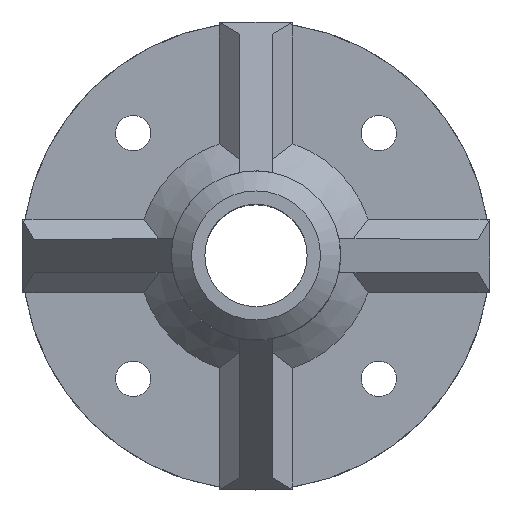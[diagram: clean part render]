
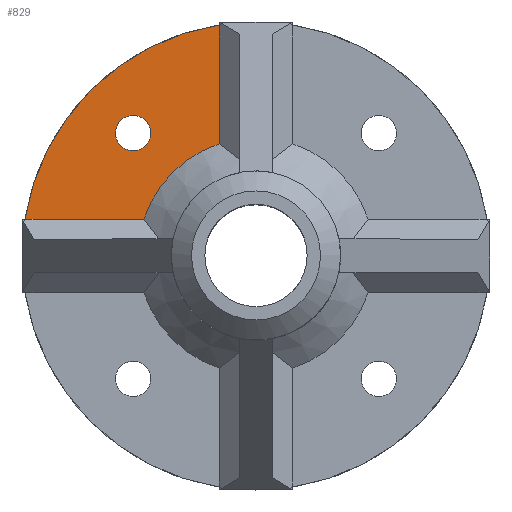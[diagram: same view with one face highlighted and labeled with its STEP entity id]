
A CAD part, top view. The second image highlights one B-rep face of the part: STEP entity #829.
In plain terms, the highlighted planar face has unit normal (0, 0, 1).
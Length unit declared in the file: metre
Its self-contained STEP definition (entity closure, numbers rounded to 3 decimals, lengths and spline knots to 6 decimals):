
#17=PLANE('',#903);
#63=LINE('',#1352,#119);
#64=LINE('',#1356,#120);
#119=VECTOR('',#1019,1.);
#120=VECTOR('',#1022,1.);
#174=CIRCLE('',#904,0.00265);
#175=CIRCLE('',#905,0.035);
#176=CIRCLE('',#906,0.01765);
#227=ORIENTED_EDGE('',*,*,#461,.F.);
#228=ORIENTED_EDGE('',*,*,#462,.T.);
#229=ORIENTED_EDGE('',*,*,#463,.T.);
#230=ORIENTED_EDGE('',*,*,#464,.T.);
#231=ORIENTED_EDGE('',*,*,#465,.T.);
#461=EDGE_CURVE('',#578,#578,#174,.T.);
#462=EDGE_CURVE('',#579,#580,#175,.T.);
#463=EDGE_CURVE('',#580,#581,#63,.T.);
#464=EDGE_CURVE('',#581,#582,#176,.F.);
#465=EDGE_CURVE('',#582,#579,#64,.T.);
#578=VERTEX_POINT('',#1348);
#579=VERTEX_POINT('',#1350);
#580=VERTEX_POINT('',#1351);
#581=VERTEX_POINT('',#1353);
#582=VERTEX_POINT('',#1355);
#668=EDGE_LOOP('',(#227));
#669=EDGE_LOOP('',(#228,#229,#230,#231));
#748=FACE_BOUND('',#668,.T.);
#749=FACE_BOUND('',#669,.T.);
#829=ADVANCED_FACE('',(#748,#749),#17,.T.);
#903=AXIS2_PLACEMENT_3D('',#1346,#1013,#1014);
#904=AXIS2_PLACEMENT_3D('',#1347,#1015,#1016);
#905=AXIS2_PLACEMENT_3D('',#1349,#1017,#1018);
#906=AXIS2_PLACEMENT_3D('',#1354,#1020,#1021);
#1013=DIRECTION('',(0.,0.,1.));
#1014=DIRECTION('',(1.,0.,0.));
#1015=DIRECTION('',(0.,0.,1.));
#1016=DIRECTION('',(1.,0.,0.));
#1017=DIRECTION('',(0.,0.,1.));
#1018=DIRECTION('',(1.,0.,0.));
#1019=DIRECTION('',(1.,0.,0.));
#1020=DIRECTION('',(0.,0.,1.));
#1021=DIRECTION('',(1.,0.,0.));
#1022=DIRECTION('',(0.,1.,0.));
#1346=CARTESIAN_POINT('',(0.,0.,0.005));
#1347=CARTESIAN_POINT('',(-0.018385,0.018385,0.005));
#1348=CARTESIAN_POINT('',(-0.015735,0.018385,0.005));
#1349=CARTESIAN_POINT('',(0.,0.,0.005));
#1350=CARTESIAN_POINT('',(-0.0055,0.034565,0.005));
#1351=CARTESIAN_POINT('',(-0.034565,0.0055,0.005));
#1352=CARTESIAN_POINT('',(-0.017472,0.0055,0.005));
#1353=CARTESIAN_POINT('',(-0.016771,0.0055,0.005));
#1354=CARTESIAN_POINT('',(0.,0.,0.005));
#1355=CARTESIAN_POINT('',(-0.0055,0.016771,0.005));
#1356=CARTESIAN_POINT('',(-0.0055,0.,0.005));
